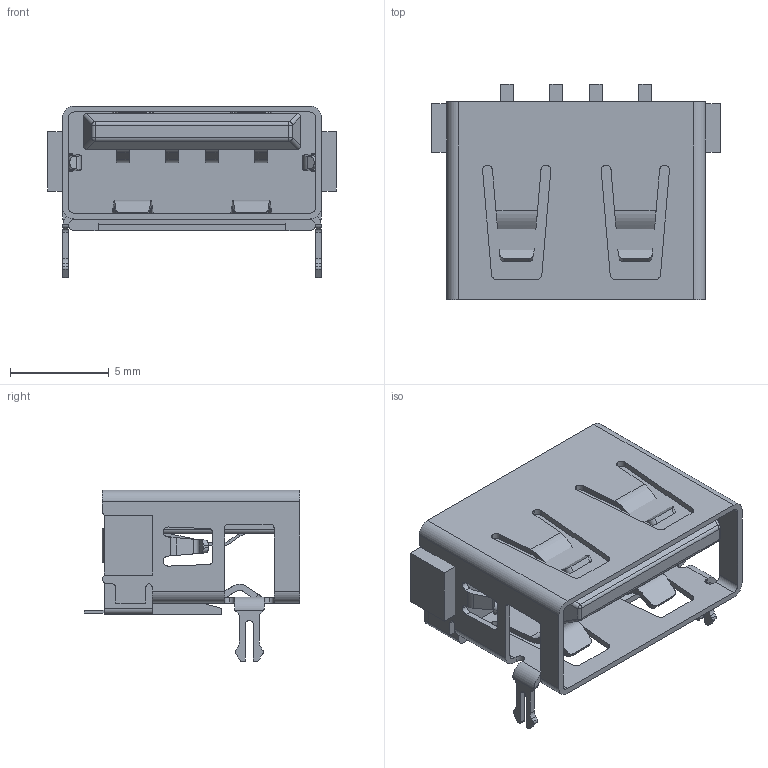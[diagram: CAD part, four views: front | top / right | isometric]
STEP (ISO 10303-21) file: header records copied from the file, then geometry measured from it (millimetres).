
FILE_DESCRIPTION(/* description */ (''),/* implementation_level */ '2;1');
FILE_NAME(/* name */ '908-161A2021S10110.step',/* time_stamp */ '2023-11-30T01:39:57+01:00',/* author */ (''),/* organization */ (''),/* preprocessor_version */ 'ST-DEVELOPER v20',/* originating_system */ 'Autodesk Translation Framework v12.14.0.127',/* authorisation */ '');
FILE_SCHEMA (('AUTOMOTIVE_DESIGN { 1 0 10303 214 3 1 1 }'));
Length unit declared in the file: millimetre
Products named in the file (4): (Unsaved); CN1; USB-A-SMD_AF-SMT-SHORT; COMPOUND (1)
Assembly tree (3 placements, depth 4):
  (Unsaved)
    CN1
      USB-A-SMD_AF-SMT-SHORT
        COMPOUND (1)
Bounding box: 14.6 x 10.9 x 8.7 mm (x, y, z)
Volume: 418.9 mm3; surface area: 1242.9 mm2
Topology: 2 solids, 2 shells, 521 faces, 1399 edges, 878 vertices
Faces by surface type: plane 331, cylinder 178, bspline 8, sphere 4
Entity records: 17402 total; most frequent: CARTESIAN_POINT 3521, ORIENTED_EDGE 2790, DIRECTION 2771, EDGE_CURVE 1395, LINE 1011, VECTOR 1011, AXIS2_PLACEMENT_3D 880, VERTEX_POINT 878
